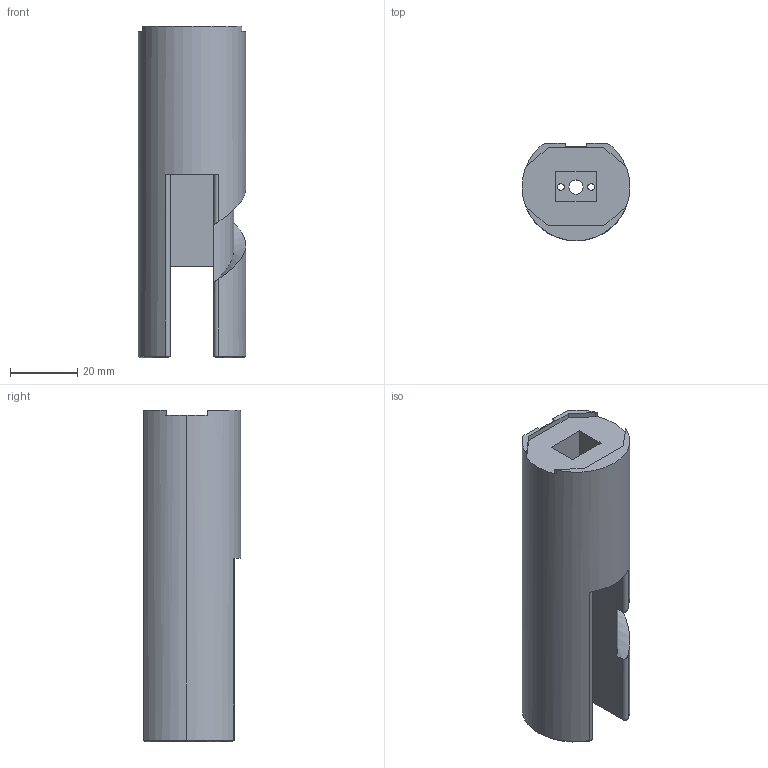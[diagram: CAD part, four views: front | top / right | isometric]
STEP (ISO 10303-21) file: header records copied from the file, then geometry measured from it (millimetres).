
FILE_DESCRIPTION (( 'STEP AP214' ), '1' );
FILE_NAME ('Main_Body.STEP', '2024-07-08T07:35:59', ( '' ), ( '' ), 'SwSTEP 2.0', 'SolidWorks 2022', '' );
FILE_SCHEMA (( 'AUTOMOTIVE_DESIGN' ));
Length unit declared in the file: millimetre
Products named in the file (1): Main_Body
Bounding box: 32 x 29 x 98.5 mm (x, y, z)
Volume: 47172.5 mm3; surface area: 15445.1 mm2
Topology: 1 solids, 1 shells, 98 faces, 259 edges, 164 vertices
Faces by surface type: plane 61, cylinder 25, cone 9, bspline 3
Entity records: 3264 total; most frequent: CARTESIAN_POINT 827, ORIENTED_EDGE 510, DIRECTION 483, EDGE_CURVE 255, LINE 177, VECTOR 177, VERTEX_POINT 164, AXIS2_PLACEMENT_3D 153
